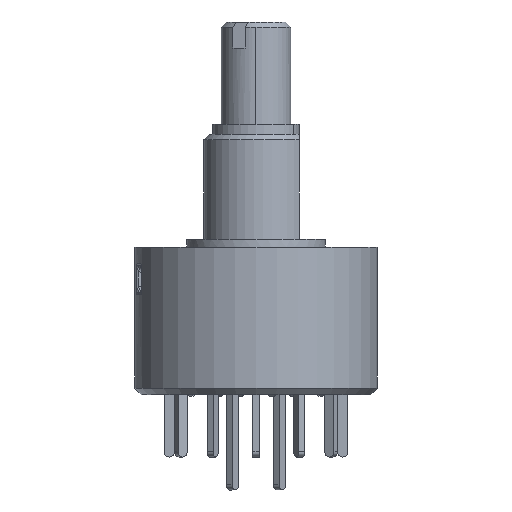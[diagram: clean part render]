
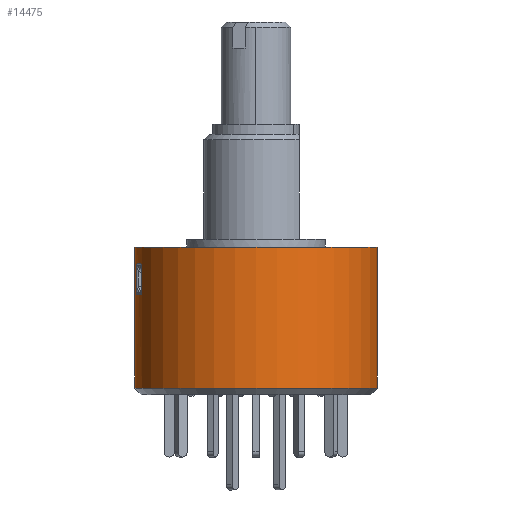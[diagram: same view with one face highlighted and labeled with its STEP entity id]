
A CAD part, left-side view. The second image highlights one B-rep face of the part: STEP entity #14475.
In plain terms, the highlighted cylindrical face has radius 7 mm (diameter 14 mm), a partial arc.
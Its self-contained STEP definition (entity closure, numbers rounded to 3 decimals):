
#155 = ORIENTED_EDGE ( 'NONE', *, *, #9169, .T. ) ;
#191 = EDGE_LOOP ( 'NONE', ( #14260, #15513, #10361, #9197 ) ) ;
#220 = DIRECTION ( 'NONE',  ( 0., 0., -1. ) ) ;
#393 = LINE ( 'NONE', #12884, #17585 ) ;
#437 = FACE_BOUND ( 'NONE', #14998, .T. ) ;
#639 = CARTESIAN_POINT ( 'NONE',  ( -1.226, 6.892, -3.152 ) ) ;
#926 = VECTOR ( 'NONE', #2979, 1000. ) ;
#942 = CARTESIAN_POINT ( 'NONE',  ( -1.226, 6.892, -0.45 ) ) ;
#1495 = DIRECTION ( 'NONE',  ( 0., -1., 0. ) ) ;
#1642 = VERTEX_POINT ( 'NONE', #14705 ) ;
#1684 = DIRECTION ( 'NONE',  ( 0., 0., 1. ) ) ;
#1702 = CIRCLE ( 'NONE', #13888, 7. ) ;
#1978 = CARTESIAN_POINT ( 'NONE',  ( -1.226, 6.892, -1.425 ) ) ;
#2221 = CARTESIAN_POINT ( 'NONE',  ( -1.812, 6.761, -3.167 ) ) ;
#2331 = EDGE_CURVE ( 'NONE', #2638, #15129, #13037, .T. ) ;
#2373 = VERTEX_POINT ( 'NONE', #11810 ) ;
#2638 = VERTEX_POINT ( 'NONE', #4471 ) ;
#2704 = DIRECTION ( 'NONE',  ( 0., 0., -1. ) ) ;
#2979 = DIRECTION ( 'NONE',  ( 0., 0., -1. ) ) ;
#3162 =( BOUNDED_CURVE ( )  B_SPLINE_CURVE ( 3, ( #8135, #6797, #5556, #18849 ),
 .UNSPECIFIED., .F., .F. ) 
 B_SPLINE_CURVE_WITH_KNOTS ( ( 4, 4 ),
 ( 6.197, 6.283 ),
 .UNSPECIFIED. ) 
 CURVE ( )  GEOMETRIC_REPRESENTATION_ITEM ( )  RATIONAL_B_SPLINE_CURVE ( ( 1., 0.999, 0.999, 1. ) ) 
 REPRESENTATION_ITEM ( '' )  );
#3451 = CARTESIAN_POINT ( 'NONE',  ( -1.618, 6.813, -3.167 ) ) ;
#3525 = EDGE_CURVE ( 'NONE', #10845, #6918, #5909, .T. ) ;
#3575 = CARTESIAN_POINT ( 'NONE',  ( -1.423, 6.857, -3.162 ) ) ;
#3732 = LINE ( 'NONE', #9085, #19064 ) ;
#4113 = EDGE_CURVE ( 'NONE', #4126, #10845, #8003, .T. ) ;
#4126 = VERTEX_POINT ( 'NONE', #14083 ) ;
#4383 = EDGE_CURVE ( 'NONE', #18523, #1642, #1702, .T. ) ;
#4414 = FACE_OUTER_BOUND ( 'NONE', #191, .T. ) ;
#4471 = CARTESIAN_POINT ( 'NONE',  ( 0., 7., -0.45 ) ) ;
#5174 = EDGE_CURVE ( 'NONE', #2373, #4126, #11723, .T. ) ;
#5210 = AXIS2_PLACEMENT_3D ( 'NONE', #10081, #2704, #7187 ) ;
#5556 = CARTESIAN_POINT ( 'NONE',  ( -2.005, 6.71, -3.167 ) ) ;
#5622 = ORIENTED_EDGE ( 'NONE', *, *, #16482, .T. ) ;
#5909 =( BOUNDED_CURVE ( )  B_SPLINE_CURVE ( 3, ( #1978, #18339, #6462, #15556 ),
 .UNSPECIFIED., .F., .T. ) 
 B_SPLINE_CURVE_WITH_KNOTS ( ( 4, 4 ),
 ( 3.056, 3.227 ),
 .UNSPECIFIED. ) 
 CURVE ( )  GEOMETRIC_REPRESENTATION_ITEM ( )  RATIONAL_B_SPLINE_CURVE ( ( 1., 0.998, 0.998, 1. ) ) 
 REPRESENTATION_ITEM ( '' )  );
#5976 = CARTESIAN_POINT ( 'NONE',  ( 0., 0., -0.45 ) ) ;
#6462 = CARTESIAN_POINT ( 'NONE',  ( -2.007, 6.718, -1.406 ) ) ;
#6650 = CARTESIAN_POINT ( 'NONE',  ( -1.226, 6.892, -1.425 ) ) ;
#6797 = CARTESIAN_POINT ( 'NONE',  ( -2.196, 6.65, -3.162 ) ) ;
#6918 = VERTEX_POINT ( 'NONE', #9934 ) ;
#7187 = DIRECTION ( 'NONE',  ( 0., 1., 0. ) ) ;
#7581 = ORIENTED_EDGE ( 'NONE', *, *, #4113, .T. ) ;
#8003 = LINE ( 'NONE', #942, #19179 ) ;
#8064 = ORIENTED_EDGE ( 'NONE', *, *, #5174, .T. ) ;
#8135 = CARTESIAN_POINT ( 'NONE',  ( -2.384, 6.581, -3.152 ) ) ;
#9085 = CARTESIAN_POINT ( 'NONE',  ( -2.384, 6.581, -0.45 ) ) ;
#9169 = EDGE_CURVE ( 'NONE', #6918, #17859, #3732, .T. ) ;
#9197 = ORIENTED_EDGE ( 'NONE', *, *, #4383, .T. ) ;
#9934 = CARTESIAN_POINT ( 'NONE',  ( -2.384, 6.581, -1.425 ) ) ;
#10081 = CARTESIAN_POINT ( 'NONE',  ( 0., 0., -0.45 ) ) ;
#10328 = CARTESIAN_POINT ( 'NONE',  ( 0., -7., -0.45 ) ) ;
#10361 = ORIENTED_EDGE ( 'NONE', *, *, #14082, .T. ) ;
#10392 = DIRECTION ( 'NONE',  ( 0., 0., -1. ) ) ;
#10409 = ORIENTED_EDGE ( 'NONE', *, *, #3525, .T. ) ;
#10845 = VERTEX_POINT ( 'NONE', #6650 ) ;
#11164 = LINE ( 'NONE', #11922, #926 ) ;
#11324 = CARTESIAN_POINT ( 'NONE',  ( -2.384, 6.581, -3.152 ) ) ;
#11723 =( BOUNDED_CURVE ( )  B_SPLINE_CURVE ( 3, ( #2221, #3451, #3575, #639 ),
 .UNSPECIFIED., .F., .F. ) 
 B_SPLINE_CURVE_WITH_KNOTS ( ( 4, 4 ),
 ( 0., 0.086 ),
 .UNSPECIFIED. ) 
 CURVE ( )  GEOMETRIC_REPRESENTATION_ITEM ( )  RATIONAL_B_SPLINE_CURVE ( ( 1., 0.999, 0.999, 1. ) ) 
 REPRESENTATION_ITEM ( '' )  );
#11742 = EDGE_CURVE ( 'NONE', #15129, #1642, #393, .T. ) ;
#11810 = CARTESIAN_POINT ( 'NONE',  ( -1.812, 6.761, -3.167 ) ) ;
#11922 = CARTESIAN_POINT ( 'NONE',  ( 0., 7., -0.45 ) ) ;
#12236 = CARTESIAN_POINT ( 'NONE',  ( 0., 0., -8.574 ) ) ;
#12884 = CARTESIAN_POINT ( 'NONE',  ( 0., -7., -0.45 ) ) ;
#13037 = CIRCLE ( 'NONE', #16860, 7. ) ;
#13703 = CYLINDRICAL_SURFACE ( 'NONE', #5210, 7. ) ;
#13888 = AXIS2_PLACEMENT_3D ( 'NONE', #12236, #15229, #17943 ) ;
#14082 = EDGE_CURVE ( 'NONE', #2638, #18523, #11164, .T. ) ;
#14083 = CARTESIAN_POINT ( 'NONE',  ( -1.226, 6.892, -3.152 ) ) ;
#14260 = ORIENTED_EDGE ( 'NONE', *, *, #11742, .F. ) ;
#14475 = ADVANCED_FACE ( 'NONE', ( #4414, #437 ), #13703, .T. ) ;
#14705 = CARTESIAN_POINT ( 'NONE',  ( 0., -7., -8.574 ) ) ;
#14998 = EDGE_LOOP ( 'NONE', ( #5622, #8064, #7581, #10409, #155 ) ) ;
#15129 = VERTEX_POINT ( 'NONE', #10328 ) ;
#15229 = DIRECTION ( 'NONE',  ( 0., 0., 1. ) ) ;
#15465 = CARTESIAN_POINT ( 'NONE',  ( 0., 7., -8.574 ) ) ;
#15511 = DIRECTION ( 'NONE',  ( 0., 0., 1. ) ) ;
#15513 = ORIENTED_EDGE ( 'NONE', *, *, #2331, .F. ) ;
#15556 = CARTESIAN_POINT ( 'NONE',  ( -2.384, 6.581, -1.425 ) ) ;
#16482 = EDGE_CURVE ( 'NONE', #17859, #2373, #3162, .T. ) ;
#16860 = AXIS2_PLACEMENT_3D ( 'NONE', #5976, #1684, #1495 ) ;
#17585 = VECTOR ( 'NONE', #10392, 1000. ) ;
#17859 = VERTEX_POINT ( 'NONE', #11324 ) ;
#17943 = DIRECTION ( 'NONE',  ( 0., -1., 0. ) ) ;
#18339 = CARTESIAN_POINT ( 'NONE',  ( -1.62, 6.822, -1.406 ) ) ;
#18523 = VERTEX_POINT ( 'NONE', #15465 ) ;
#18849 = CARTESIAN_POINT ( 'NONE',  ( -1.812, 6.761, -3.167 ) ) ;
#19064 = VECTOR ( 'NONE', #220, 1000. ) ;
#19179 = VECTOR ( 'NONE', #15511, 1000. ) ;
